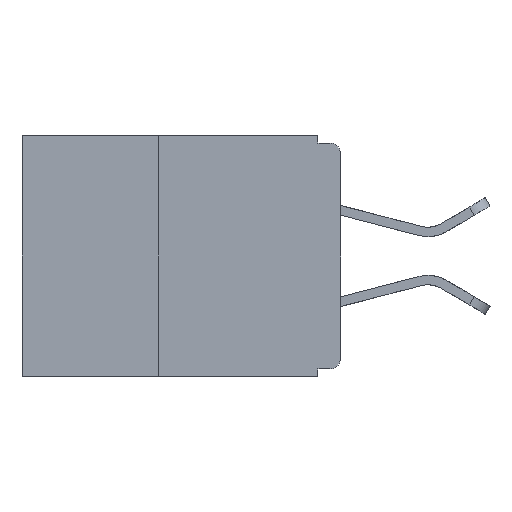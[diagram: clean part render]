
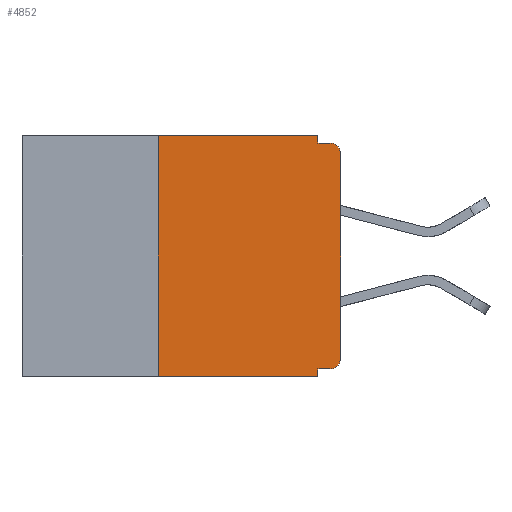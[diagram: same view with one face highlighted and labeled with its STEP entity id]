
A CAD part, left-side view. The second image highlights one B-rep face of the part: STEP entity #4852.
In plain terms, the highlighted planar face has unit normal (-1, 0, 0).
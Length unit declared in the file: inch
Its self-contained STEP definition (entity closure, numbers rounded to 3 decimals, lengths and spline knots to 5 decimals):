
#113 = CARTESIAN_POINT ( 'NONE',  ( 0., 0.25, -0.33 ) ) ;
#155 = AXIS2_PLACEMENT_3D ( 'NONE', #11518, #11492, #11435 ) ;
#258 = ORIENTED_EDGE ( 'NONE', *, *, #19115, .F. ) ;
#413 = ORIENTED_EDGE ( 'NONE', *, *, #9474, .T. ) ;
#485 = EDGE_CURVE ( 'NONE', #17490, #18811, #4354, .T. ) ;
#885 = LINE ( 'NONE', #18746, #15774 ) ;
#2054 = LINE ( 'NONE', #13632, #17334 ) ;
#2442 = DIRECTION ( 'NONE',  ( 0., -1., 0. ) ) ;
#3101 = LINE ( 'NONE', #12614, #18307 ) ;
#3396 = VERTEX_POINT ( 'NONE', #11637 ) ;
#3403 = EDGE_CURVE ( 'NONE', #13108, #17984, #13558, .T. ) ;
#4076 = CARTESIAN_POINT ( 'NONE',  ( 0., 0., -0.025 ) ) ;
#4354 = LINE ( 'NONE', #6755, #11790 ) ;
#4674 = ORIENTED_EDGE ( 'NONE', *, *, #16447, .F. ) ;
#4852 = ADVANCED_FACE ( 'NONE', ( #15101 ), #17335, .F. ) ;
#4897 = CARTESIAN_POINT ( 'NONE',  ( 0., 0., 0. ) ) ;
#4906 = DIRECTION ( 'NONE',  ( -1., 0., 0. ) ) ;
#5189 = ORIENTED_EDGE ( 'NONE', *, *, #8561, .T. ) ;
#5361 = CARTESIAN_POINT ( 'NONE',  ( 0., 0., -0.32 ) ) ;
#5496 = DIRECTION ( 'NONE',  ( 0., 1., 0. ) ) ;
#5594 = CIRCLE ( 'NONE', #5929, 0.015 ) ;
#5752 = VECTOR ( 'NONE', #5496, 39.37008 ) ;
#5929 = AXIS2_PLACEMENT_3D ( 'NONE', #13806, #4906, #15271 ) ;
#6094 = CARTESIAN_POINT ( 'NONE',  ( 0., 0.031, 0. ) ) ;
#6444 = EDGE_CURVE ( 'NONE', #13108, #15420, #17523, .T. ) ;
#6664 = DIRECTION ( 'NONE',  ( 0., -1., 0. ) ) ;
#6755 = CARTESIAN_POINT ( 'NONE',  ( 0., 0.031, 0. ) ) ;
#7021 = EDGE_CURVE ( 'NONE', #18739, #10962, #2054, .T. ) ;
#7022 = DIRECTION ( 'NONE',  ( 0., 0., -1. ) ) ;
#7727 = CARTESIAN_POINT ( 'NONE',  ( 0., 0.015, -0.32 ) ) ;
#7781 = CARTESIAN_POINT ( 'NONE',  ( 0., 0.031, -0.01 ) ) ;
#7844 = LINE ( 'NONE', #4897, #15258 ) ;
#8042 = EDGE_LOOP ( 'NONE', ( #413, #18014, #4674, #12824, #10278, #16752, #5189, #258, #16552, #13591 ) ) ;
#8520 = CARTESIAN_POINT ( 'NONE',  ( 0., 0.437, -0.33 ) ) ;
#8561 = EDGE_CURVE ( 'NONE', #18739, #3396, #15298, .T. ) ;
#9356 = CARTESIAN_POINT ( 'NONE',  ( 0., 0.015, -0.01 ) ) ;
#9474 = EDGE_CURVE ( 'NONE', #17984, #18476, #7844, .T. ) ;
#10278 = ORIENTED_EDGE ( 'NONE', *, *, #14590, .F. ) ;
#10382 = VERTEX_POINT ( 'NONE', #9356 ) ;
#10962 = VERTEX_POINT ( 'NONE', #16556 ) ;
#11435 = DIRECTION ( 'NONE',  ( 0., 0., -1. ) ) ;
#11492 = DIRECTION ( 'NONE',  ( -1., 0., 0. ) ) ;
#11518 = CARTESIAN_POINT ( 'NONE',  ( 0., 0.015, -0.305 ) ) ;
#11637 = CARTESIAN_POINT ( 'NONE',  ( 0., 0.031, -0.33 ) ) ;
#11790 = VECTOR ( 'NONE', #7022, 39.37008 ) ;
#11817 = VECTOR ( 'NONE', #17307, 39.37008 ) ;
#12491 = EDGE_CURVE ( 'NONE', #18476, #10382, #5594, .T. ) ;
#12496 = VECTOR ( 'NONE', #2442, 39.37008 ) ;
#12614 = CARTESIAN_POINT ( 'NONE',  ( 0., 0., -0.01 ) ) ;
#12824 = ORIENTED_EDGE ( 'NONE', *, *, #485, .F. ) ;
#12872 = CARTESIAN_POINT ( 'NONE',  ( 0., 0.437, 0. ) ) ;
#12936 = AXIS2_PLACEMENT_3D ( 'NONE', #17392, #17277, #17280 ) ;
#13108 = VERTEX_POINT ( 'NONE', #7727 ) ;
#13558 = CIRCLE ( 'NONE', #155, 0.015 ) ;
#13591 = ORIENTED_EDGE ( 'NONE', *, *, #3403, .T. ) ;
#13632 = CARTESIAN_POINT ( 'NONE',  ( 0., 0.25, -0.33 ) ) ;
#13803 = DIRECTION ( 'NONE',  ( 0., 0., 1. ) ) ;
#13806 = CARTESIAN_POINT ( 'NONE',  ( 0., 0.015, -0.025 ) ) ;
#14462 = DIRECTION ( 'NONE',  ( 0., 0., -1. ) ) ;
#14590 = EDGE_CURVE ( 'NONE', #10962, #17490, #16401, .T. ) ;
#14816 = CARTESIAN_POINT ( 'NONE',  ( 0., 0., -0.305 ) ) ;
#15098 = DIRECTION ( 'NONE',  ( 0., 0., 1. ) ) ;
#15101 = FACE_OUTER_BOUND ( 'NONE', #8042, .T. ) ;
#15258 = VECTOR ( 'NONE', #13803, 39.37008 ) ;
#15271 = DIRECTION ( 'NONE',  ( 0., 0., -1. ) ) ;
#15298 = LINE ( 'NONE', #8520, #11817 ) ;
#15420 = VERTEX_POINT ( 'NONE', #18574 ) ;
#15774 = VECTOR ( 'NONE', #14462, 39.37008 ) ;
#16401 = LINE ( 'NONE', #12872, #12496 ) ;
#16447 = EDGE_CURVE ( 'NONE', #18811, #10382, #3101, .T. ) ;
#16552 = ORIENTED_EDGE ( 'NONE', *, *, #6444, .F. ) ;
#16556 = CARTESIAN_POINT ( 'NONE',  ( 0., 0.25, 0. ) ) ;
#16752 = ORIENTED_EDGE ( 'NONE', *, *, #7021, .F. ) ;
#17277 = DIRECTION ( 'NONE',  ( 1., 0., 0. ) ) ;
#17280 = DIRECTION ( 'NONE',  ( 0., 0., -1. ) ) ;
#17307 = DIRECTION ( 'NONE',  ( 0., -1., 0. ) ) ;
#17334 = VECTOR ( 'NONE', #15098, 39.37008 ) ;
#17335 = PLANE ( 'NONE',  #12936 ) ;
#17392 = CARTESIAN_POINT ( 'NONE',  ( 0., 0.437, 0. ) ) ;
#17490 = VERTEX_POINT ( 'NONE', #6094 ) ;
#17523 = LINE ( 'NONE', #5361, #5752 ) ;
#17984 = VERTEX_POINT ( 'NONE', #14816 ) ;
#18014 = ORIENTED_EDGE ( 'NONE', *, *, #12491, .T. ) ;
#18307 = VECTOR ( 'NONE', #6664, 39.37008 ) ;
#18476 = VERTEX_POINT ( 'NONE', #4076 ) ;
#18574 = CARTESIAN_POINT ( 'NONE',  ( 0., 0.031, -0.32 ) ) ;
#18739 = VERTEX_POINT ( 'NONE', #113 ) ;
#18746 = CARTESIAN_POINT ( 'NONE',  ( 0., 0.031, -0.33 ) ) ;
#18811 = VERTEX_POINT ( 'NONE', #7781 ) ;
#19115 = EDGE_CURVE ( 'NONE', #15420, #3396, #885, .T. ) ;
